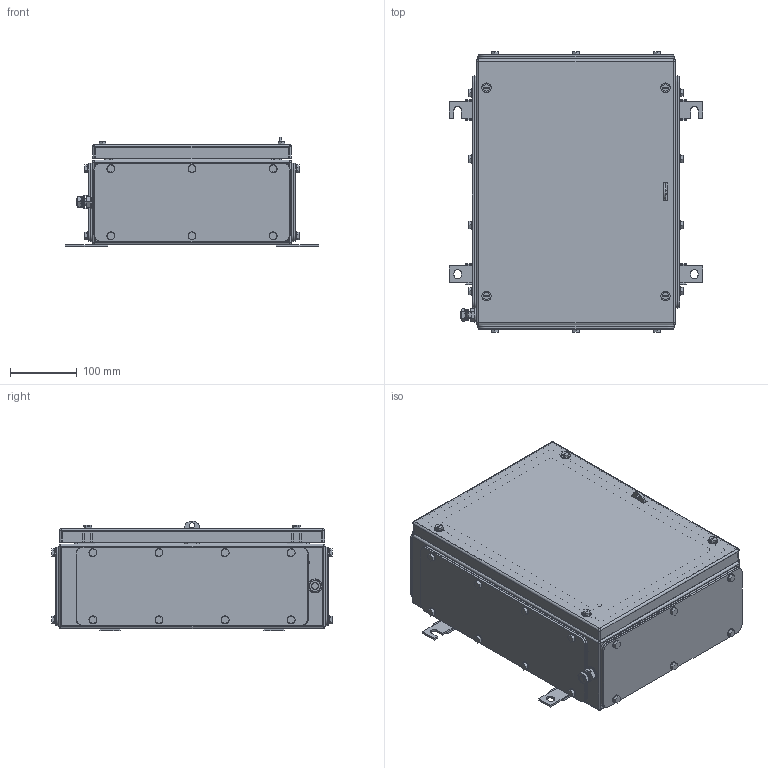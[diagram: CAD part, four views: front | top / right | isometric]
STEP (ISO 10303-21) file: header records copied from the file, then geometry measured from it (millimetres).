
FILE_DESCRIPTION(('CATIA V5 STEP Exchange','CAx-IF Rec.Pracs.--- Model Styling and Organization---1.4--- 2014-01-23'),'2;1');
FILE_NAME ('008533-7_3_1194940000_1194940000.stp','2019-09-20T09:25:14+00:00',('none'),('Weidmueller'),'CATIA Version 5-6 Release 2016 SP3 HF44','CATIA V5 STEP AP214','none');
FILE_SCHEMA(('AUTOMOTIVE_DESIGN { 1 0 10303 214 1 1 1 1 }'));
Products named in the file (1): 1194940000
Bounding box: 381 x 422 x 165 mm (x, y, z)
Volume: 1379573.4 mm3; surface area: 1381396.7 mm2
Topology: 98 solids, 98 shells, 2162 faces, 5088 edges, 3216 vertices
Faces by surface type: plane 999, cylinder 921, cone 196, sphere 24, torus 22
Entity records: 58559 total; most frequent: CARTESIAN_POINT 11682, ORIENTED_EDGE 10000, DIRECTION 7903, EDGE_CURVE 5000, AXIS2_PLACEMENT_3D 3379, VERTEX_POINT 3216, VECTOR 2960, LINE 2960
